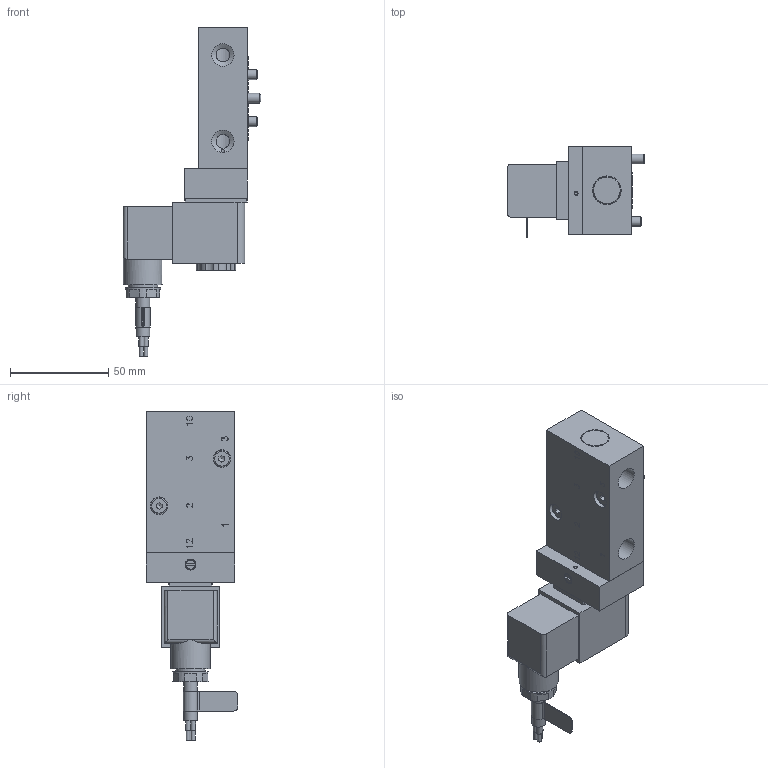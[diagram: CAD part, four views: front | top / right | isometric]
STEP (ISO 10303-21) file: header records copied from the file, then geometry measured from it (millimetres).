
FILE_DESCRIPTION(/* description */ ('Gehäuse'),/* implementation_level */ '2;1');
FILE_NAME(/* name */ 'MN-06-310-HN-012_180626.stp',/* time_stamp */ '2018-06-26T13:37:39+02:00',/* author */ ('Krueger'),/* organization */ (''),/* preprocessor_version */ 'ST-DEVELOPER v15.2',/* originating_system */ 'Autodesk Inventor 2014',/* authorisation */ '');
FILE_SCHEMA (('AUTOMOTIVE_DESIGN { 1 0 10303 214 3 1 1 }'));
Length unit declared in the file: millimetre
Products named in the file (24): 55-MN-06-310-HN-Ex; 02-N-06-015; 16-D-13-40; Kugel [d=2,0 mm][T-Nr.=14-04-00-01][Wst=1.4034, Kl. III]; 07-hn-04-40; O-Ring [Maß=3,0 x 1,0][T-Nr.=19-04-03-01   NBR 70]; 07-HN-04-50; 07-HS-N-05; 02-N-06-015-50; 04-05-05; 23-R-037-Volumenmodell; 19-11-03-01; 23-R-011-Feder; 23-R-037; 26-RM-027; 11-04-007-40; DIN 965 [Maß=M3x6 vz][T-Nr.=24-06-03-01]; ähnl.DIN7985 [Maß=M4x16 vn 4.8][T-Nr.=25-07-07
-01]; O-Ring [Maß=16,0 x 2,0][T-Nr.=19-14-05-01   NBR 70
]; DIN 913 [Maß=M5x10 A1][T-Nr.=27-04-08-04]; DIN 7984 [Maß=M5x25 A2][T-Nr.=24-08-09-02]; 00-MN-06-310-HN-Z00; 23-SP-037-012-05; 00-MN-06-310-HN-012-05
Bounding box: 70.1 x 46.5 x 167.62 mm (x, y, z)
Volume: 147698 mm3; surface area: 46942.4 mm2
Topology: 28 solids, 28 shells, 790 faces, 1921 edges, 1247 vertices
Faces by surface type: plane 431, cone 153, cylinder 148, torus 48, sphere 5, bspline 5
Full cylindrical faces by diameter (mm): 1 x1, 1.3 x1, 1.9 x5, 2 x6, 2.459 x4, 2.5 x3, 2.693 x4, 2.9 x1, 3 x5, 3.242 x4, 3.4 x4, 3.5 x2, 3.621 x4, 4 x4, 4.1 x1, 4.134 x1, 4.5 x4, 5 x7, 5.5 x7, 6.9 x1, 7 x7, 7.188 x1, 7.4 x4, 8 x2, 8.2 x1, 8.5 x2, 9 x2, 9.01 x1, 9.05 x1, 9.1 x1
Entity records: 18393 total; most frequent: CARTESIAN_POINT 4164, DIRECTION 2819, ORIENTED_EDGE 2462, EDGE_CURVE 1231, AXIS2_PLACEMENT_3D 1026, VERTEX_POINT 902, EDGE_LOOP 883, LINE 767
